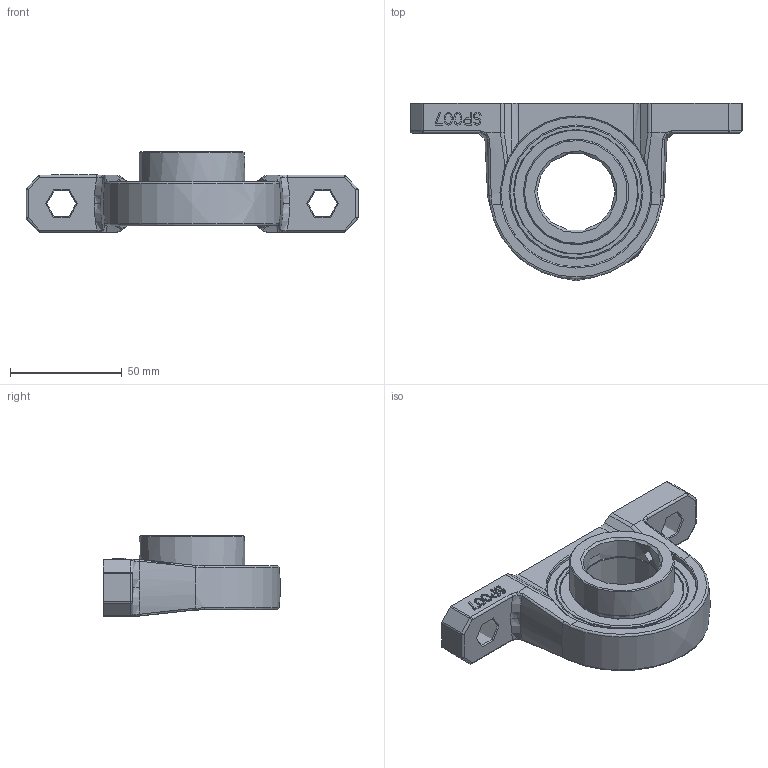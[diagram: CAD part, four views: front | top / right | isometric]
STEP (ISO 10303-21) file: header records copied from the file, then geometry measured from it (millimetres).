
FILE_DESCRIPTION(/* description */ (''),/* implementation_level */ '2;1');
FILE_NAME(/* name */ 'MUP007.stp',/* time_stamp */ '2016-02-01T15:41:32+01:00',/* author */ ('fje'),/* organization */ (''),/* preprocessor_version */ 'ST-DEVELOPER v15.2',/* originating_system */ 'Autodesk Inventor 2014',/* authorisation */ '');
FILE_SCHEMA (('AUTOMOTIVE_DESIGN { 1 0 10303 214 3 1 1 }'));
Length unit declared in the file: millimetre
Products named in the file (1): Part88
Bounding box: 148.8 x 79.5 x 36.1 mm (x, y, z)
Volume: 107873.5 mm3; surface area: 35120.2 mm2
Topology: 2 solids, 2 shells, 349 faces, 915 edges, 587 vertices
Faces by surface type: plane 225, bspline 51, cylinder 46, cone 13, sphere 8, torus 6
Full cylindrical faces by diameter (mm): 5.8 x2, 13.2 x2, 35 x2, 41.6 x1, 43.4 x2, 44 x2, 47.3 x1, 55.4 x2, 56 x2, 67.2 x2
Entity records: 13639 total; most frequent: CARTESIAN_POINT 5038, ORIENTED_EDGE 1754, DIRECTION 1565, EDGE_CURVE 877, LINE 607, VECTOR 607, VERTEX_POINT 580, AXIS2_PLACEMENT_3D 479
